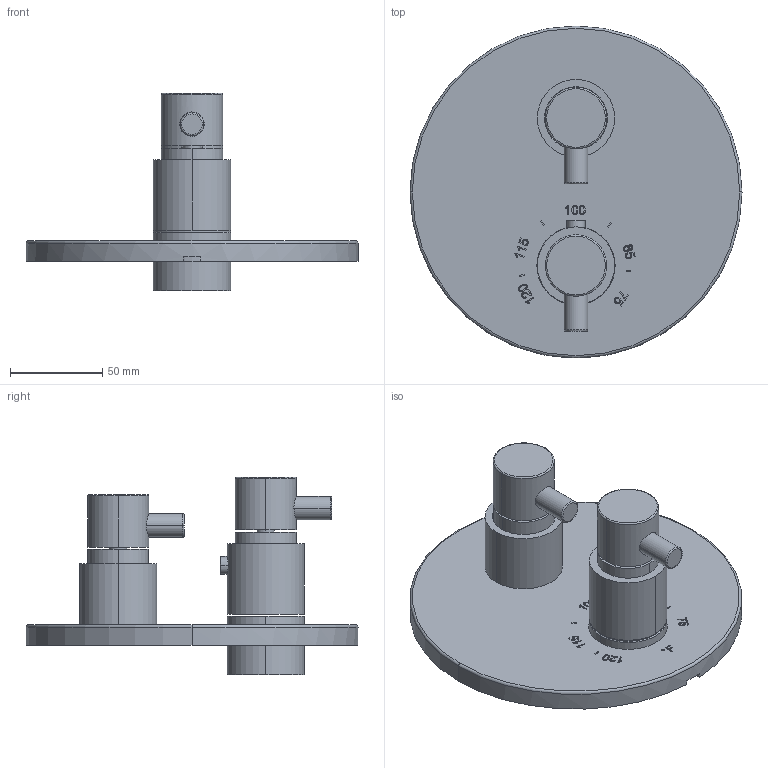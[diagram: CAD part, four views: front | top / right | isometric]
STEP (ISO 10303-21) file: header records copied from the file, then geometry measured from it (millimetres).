
FILE_DESCRIPTION((''),'2;1');
FILE_NAME('3-1503TR_ASM','2016-04-01T',('rsmith'),(''),'PRO/ENGINEER BY PARAMETRIC TECHNOLOGY CORPORATION, 2013150','PRO/ENGINEER BY PARAMETRIC TECHNOLOGY CORPORATION, 2013150','');
FILE_SCHEMA(('CONFIG_CONTROL_DESIGN'));
Length unit declared in the file: inch
Products named in the file (24): 12347_AF1; H-78_2_FEET_AF11; 91678; 20-116_AF1_ASM; 12368; 91249; 91080; 2-996_ASM; 91308; 12348; 12345_AF11; 12354; 12353; 92137; 91246; 92849; 2-998_ASM; 92113; 11016; 92005; 11058; 91255; 2-354_ASM; 3-1503TR_ASM
Assembly tree (25 placements, depth 3):
  3-1503TR_ASM
    20-116_AF1_ASM
      12347_AF1
      H-78_2_FEET_AF11
      91678
    2-996_ASM
      12368
      91249
      91080
    91308
    12348
    12345_AF11
    2-998_ASM
      12354
      12353
      92137
      91246
      92849
    92113  x2
    2-354_ASM  x2
      11016
      92005
      11058
      91255
Bounding box: 180.09 x 180.09 x 107.13 mm (x, y, z)
Volume: 181011.9 mm3; surface area: 207282.5 mm2
Topology: 24 solids, 47 shells, 1963 faces, 5356 edges, 3521 vertices
Faces by surface type: plane 711, cylinder 649, bspline 186, extrusion 180, cone 143, torus 78, sphere 12, revolution 4
Entity records: 78912 total; most frequent: CARTESIAN_POINT 41763, ORIENTED_EDGE 8128, DIRECTION 6438, EDGE_CURVE 4224, VERTEX_POINT 2805, AXIS2_PLACEMENT_3D 2264, VECTOR 1906, B_SPLINE_CURVE_WITH_KNOTS 1753
